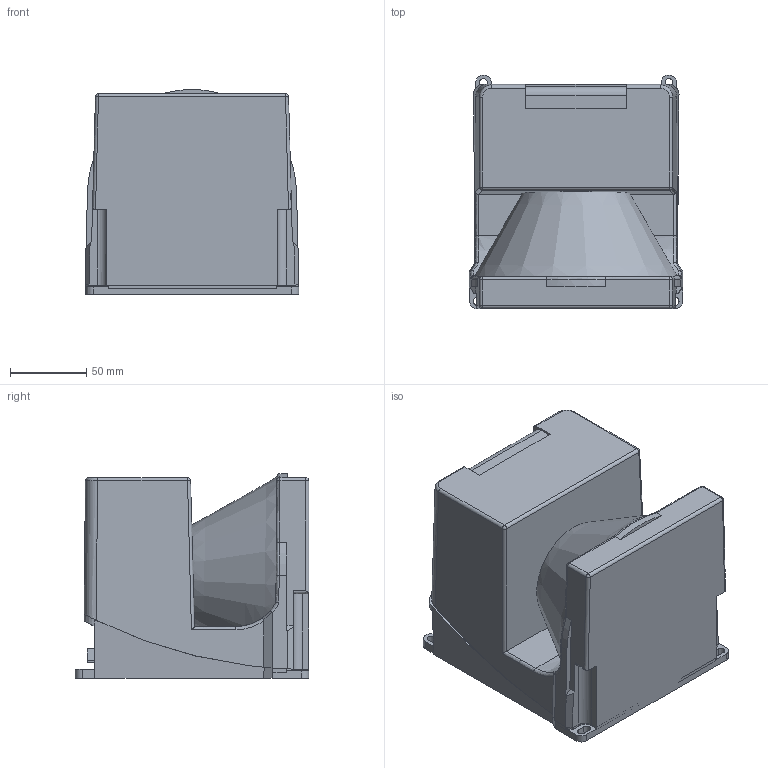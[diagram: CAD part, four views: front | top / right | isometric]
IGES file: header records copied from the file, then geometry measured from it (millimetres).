
Start section:  PTC IGES file: 151320.igs
Global section: file name: 151320.igs; native system: Pro/ENGINEER by Parametric Technology Corporation; preprocessor: 2009141; author: banengservice; organization: Unknown; date: 20110510.133041; units: inch
Bounding box: 140.64 x 153.75 x 134.73 mm (x, y, z)
Volume: 1175981.6 mm3; surface area: 205586.4 mm2
Topology: 1 solids, 1 shells, 199 faces, 560 edges, 367 vertices
Faces by surface type: bspline 123, revolution 76
